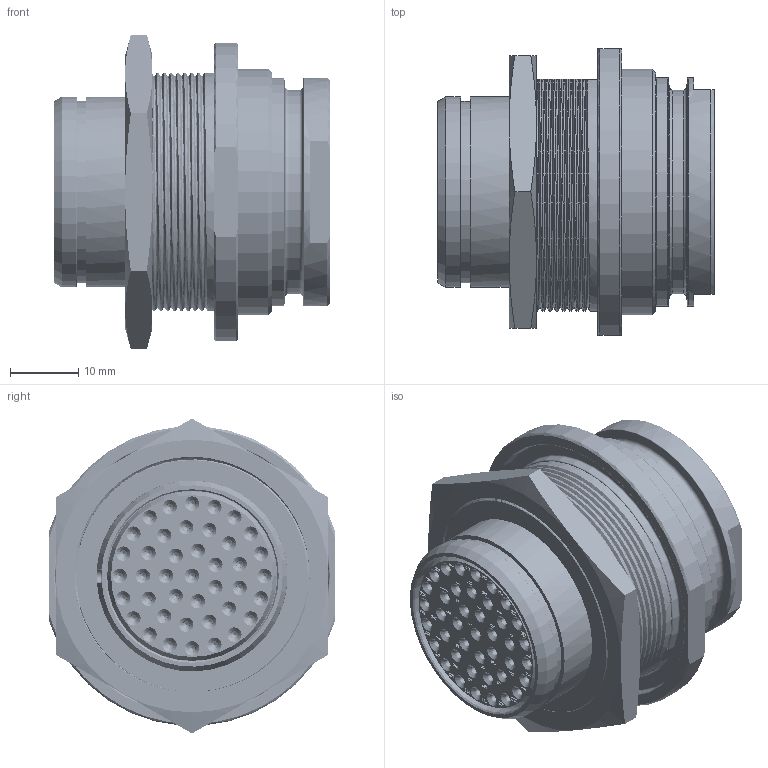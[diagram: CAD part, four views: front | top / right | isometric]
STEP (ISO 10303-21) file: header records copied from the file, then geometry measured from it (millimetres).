
FILE_DESCRIPTION((''),'2;1');
FILE_NAME('1332EVR541FS','2024-08-02T11:41:24',('paultorloting'),('NET AG system integration'),'CREO PARAMETRIC BY PTC INC, 2021404','CREO PARAMETRIC BY PTC INC, 2021404','');
FILE_SCHEMA(('AUTOMOTIVE_DESIGN { 1 0 10303 214 1 1 1 1 }'));
Length unit declared in the file: millimetre
Products named in the file (1): 1332EVR541FS
Bounding box: 40.6 x 42 x 46.19 mm (x, y, z)
Volume: 23371.5 mm3; surface area: 23324.1 mm2
Topology: 1 solids, 42 shells, 4504 faces, 12051 edges, 7733 vertices
Faces by surface type: plane 2311, cylinder 1256, cone 292, torus 277, bspline 204, extrusion 164
Entity records: 185647 total; most frequent: CARTESIAN_POINT 43794, ORIENTED_EDGE 23938, DIRECTION 22125, EDGE_CURVE 11969, VERTEX_POINT 7733, AXIS2_PLACEMENT_3D 7639, VECTOR 6844, LINE 6680
